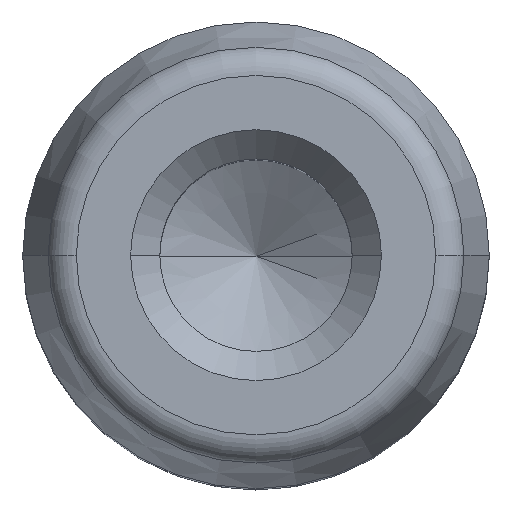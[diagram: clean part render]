
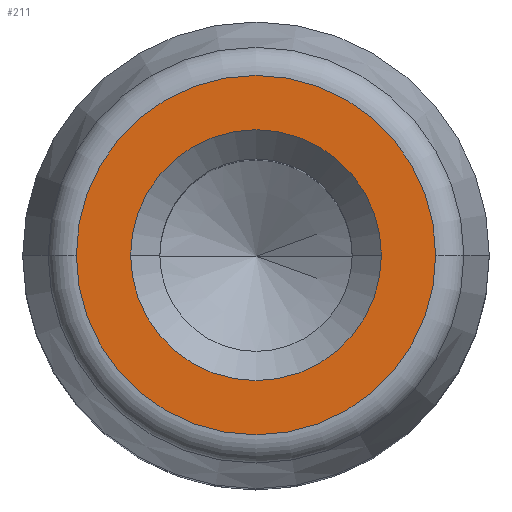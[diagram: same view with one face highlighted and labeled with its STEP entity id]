
A CAD part, top view. The second image highlights one B-rep face of the part: STEP entity #211.
In plain terms, the highlighted planar face has unit normal (0, 0, 1).
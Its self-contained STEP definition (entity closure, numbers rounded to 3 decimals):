
#118 = CARTESIAN_POINT ( 'NONE',  ( -3.08, 0., 15. ) ) ;
#123 = CARTESIAN_POINT ( 'NONE',  ( 0., 0., 15. ) ) ;
#159 = EDGE_CURVE ( 'NONE', #330, #160, #1340, .T. ) ;
#160 = VERTEX_POINT ( 'NONE', #235 ) ;
#181 = EDGE_CURVE ( 'NONE', #1250, #1339, #473, .T. ) ;
#206 = EDGE_LOOP ( 'NONE', ( #627, #843 ) ) ;
#211 = ADVANCED_FACE ( 'NONE', ( #1404, #542 ), #246, .T. ) ;
#235 = CARTESIAN_POINT ( 'NONE',  ( -2.15, 0., 15. ) ) ;
#239 = DIRECTION ( 'NONE',  ( 1., 0., 0. ) ) ;
#240 = CARTESIAN_POINT ( 'NONE',  ( 3.08, 0., 15. ) ) ;
#246 = PLANE ( 'NONE',  #1061 ) ;
#330 = VERTEX_POINT ( 'NONE', #1035 ) ;
#333 = EDGE_CURVE ( 'NONE', #160, #330, #1386, .T. ) ;
#472 = DIRECTION ( 'NONE',  ( 0., 0., 1. ) ) ;
#473 = CIRCLE ( 'NONE', #620, 3.08 ) ;
#534 = DIRECTION ( 'NONE',  ( 0., 0., 1. ) ) ;
#542 = FACE_OUTER_BOUND ( 'NONE', #1295, .T. ) ;
#546 = AXIS2_PLACEMENT_3D ( 'NONE', #123, #895, #239 ) ;
#573 = CARTESIAN_POINT ( 'NONE',  ( 0., 0., 15. ) ) ;
#574 = EDGE_CURVE ( 'NONE', #1339, #1250, #955, .T. ) ;
#603 = DIRECTION ( 'NONE',  ( 0., 0., -1. ) ) ;
#620 = AXIS2_PLACEMENT_3D ( 'NONE', #573, #1333, #678 ) ;
#627 = ORIENTED_EDGE ( 'NONE', *, *, #159, .T. ) ;
#678 = DIRECTION ( 'NONE',  ( 1., 0., 0. ) ) ;
#748 = ORIENTED_EDGE ( 'NONE', *, *, #574, .T. ) ;
#843 = ORIENTED_EDGE ( 'NONE', *, *, #333, .T. ) ;
#885 = AXIS2_PLACEMENT_3D ( 'NONE', #1187, #534, #1292 ) ;
#895 = DIRECTION ( 'NONE',  ( 0., 0., -1. ) ) ;
#902 = CARTESIAN_POINT ( 'NONE',  ( 0., 0., 15. ) ) ;
#955 = CIRCLE ( 'NONE', #885, 3.08 ) ;
#1035 = CARTESIAN_POINT ( 'NONE',  ( 2.15, 0., 15. ) ) ;
#1061 = AXIS2_PLACEMENT_3D ( 'NONE', #902, #472, #1227 ) ;
#1187 = CARTESIAN_POINT ( 'NONE',  ( 0., 0., 15. ) ) ;
#1227 = DIRECTION ( 'NONE',  ( 1., 0., 0. ) ) ;
#1243 = CARTESIAN_POINT ( 'NONE',  ( 0., 0., 15. ) ) ;
#1250 = VERTEX_POINT ( 'NONE', #118 ) ;
#1292 = DIRECTION ( 'NONE',  ( 1., 0., 0. ) ) ;
#1295 = EDGE_LOOP ( 'NONE', ( #748, #1382 ) ) ;
#1333 = DIRECTION ( 'NONE',  ( 0., 0., 1. ) ) ;
#1339 = VERTEX_POINT ( 'NONE', #240 ) ;
#1340 = CIRCLE ( 'NONE', #546, 2.15 ) ;
#1349 = AXIS2_PLACEMENT_3D ( 'NONE', #1243, #603, #1363 ) ;
#1363 = DIRECTION ( 'NONE',  ( 1., 0., 0. ) ) ;
#1382 = ORIENTED_EDGE ( 'NONE', *, *, #181, .T. ) ;
#1386 = CIRCLE ( 'NONE', #1349, 2.15 ) ;
#1404 = FACE_BOUND ( 'NONE', #206, .T. ) ;
